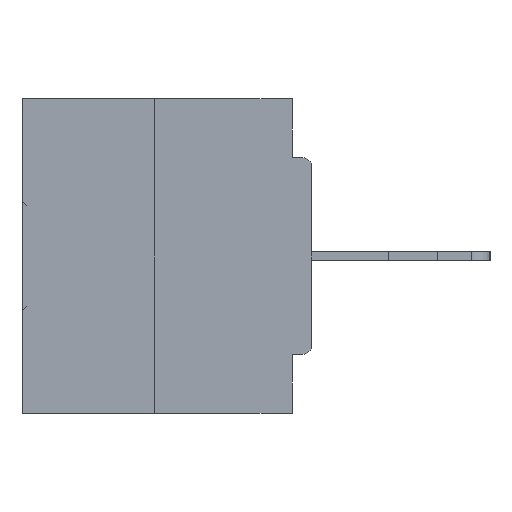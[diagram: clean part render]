
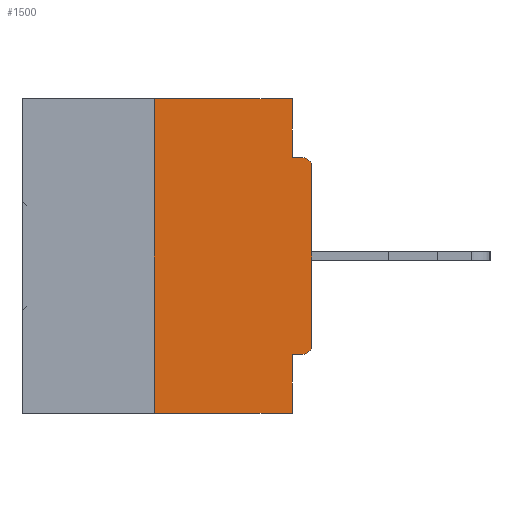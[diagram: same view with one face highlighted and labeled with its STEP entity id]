
A CAD part, left-side view. The second image highlights one B-rep face of the part: STEP entity #1500.
In plain terms, the highlighted planar face has unit normal (-1, 0, 0).
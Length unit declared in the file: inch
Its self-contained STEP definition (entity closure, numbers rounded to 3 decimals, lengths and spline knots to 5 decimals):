
#78 = ORIENTED_EDGE ( 'NONE', *, *, #31450, .T. ) ;
#1491 = CARTESIAN_POINT ( 'NONE',  ( 0., 0.031, 0. ) ) ;
#1500 = ADVANCED_FACE ( 'NONE', ( #15864 ), #34135, .F. ) ;
#1586 = ORIENTED_EDGE ( 'NONE', *, *, #29383, .F. ) ;
#2359 = CARTESIAN_POINT ( 'NONE',  ( 0., 0.015, -0.0935 ) ) ;
#2520 = ORIENTED_EDGE ( 'NONE', *, *, #3630, .F. ) ;
#2739 = EDGE_CURVE ( 'NONE', #31501, #27818, #36449, .T. ) ;
#3500 = ORIENTED_EDGE ( 'NONE', *, *, #2739, .F. ) ;
#3630 = EDGE_CURVE ( 'NONE', #16209, #33331, #29424, .T. ) ;
#4920 = LINE ( 'NONE', #31661, #12191 ) ;
#5492 = VERTEX_POINT ( 'NONE', #1491 ) ;
#5868 = CARTESIAN_POINT ( 'NONE',  ( 0., 0.25, 0. ) ) ;
#7000 = LINE ( 'NONE', #11844, #29906 ) ;
#7025 = VERTEX_POINT ( 'NONE', #27832 ) ;
#8416 = CARTESIAN_POINT ( 'NONE',  ( 0., 0., 0. ) ) ;
#8636 = EDGE_CURVE ( 'NONE', #20883, #15651, #7000, .T. ) ;
#8977 = VECTOR ( 'NONE', #22370, 39.37008 ) ;
#9335 = LINE ( 'NONE', #8416, #16523 ) ;
#10731 = CARTESIAN_POINT ( 'NONE',  ( 0., 0., -0.4065 ) ) ;
#10971 = CARTESIAN_POINT ( 'NONE',  ( 0., 0.015, -0.3915 ) ) ;
#11398 = CARTESIAN_POINT ( 'NONE',  ( 0., 0.25, 0. ) ) ;
#11844 = CARTESIAN_POINT ( 'NONE',  ( 0., 0., -0.0935 ) ) ;
#11975 = DIRECTION ( 'NONE',  ( 0., -1., 0. ) ) ;
#12131 = EDGE_CURVE ( 'NONE', #7025, #15651, #16348, .T. ) ;
#12191 = VECTOR ( 'NONE', #28662, 39.37008 ) ;
#12402 = VECTOR ( 'NONE', #31934, 39.37008 ) ;
#12513 = LINE ( 'NONE', #10731, #27739 ) ;
#13131 = CARTESIAN_POINT ( 'NONE',  ( 0., 0.46, 0. ) ) ;
#13188 = CARTESIAN_POINT ( 'NONE',  ( 0., 0.46, -0.5 ) ) ;
#13216 = ORIENTED_EDGE ( 'NONE', *, *, #12131, .T. ) ;
#13288 = EDGE_CURVE ( 'NONE', #16209, #27818, #25178, .T. ) ;
#14030 = DIRECTION ( 'NONE',  ( 0., 0., -1. ) ) ;
#15044 = CARTESIAN_POINT ( 'NONE',  ( 0., 0.25, -0.5 ) ) ;
#15122 = ORIENTED_EDGE ( 'NONE', *, *, #8636, .F. ) ;
#15651 = VERTEX_POINT ( 'NONE', #2359 ) ;
#15864 = FACE_OUTER_BOUND ( 'NONE', #17614, .T. ) ;
#16209 = VERTEX_POINT ( 'NONE', #15044 ) ;
#16348 = CIRCLE ( 'NONE', #38992, 0.015 ) ;
#16523 = VECTOR ( 'NONE', #35659, 39.37008 ) ;
#16748 = CARTESIAN_POINT ( 'NONE',  ( 0., 0.015, -0.1085 ) ) ;
#17004 = ORIENTED_EDGE ( 'NONE', *, *, #33082, .F. ) ;
#17614 = EDGE_LOOP ( 'NONE', ( #17004, #2520, #18913, #3500, #28856, #31669, #78, #13216, #15122, #1586 ) ) ;
#17726 = EDGE_CURVE ( 'NONE', #29942, #33028, #19151, .T. ) ;
#18253 = VECTOR ( 'NONE', #37202, 39.37008 ) ;
#18913 = ORIENTED_EDGE ( 'NONE', *, *, #13288, .T. ) ;
#19151 = CIRCLE ( 'NONE', #28237, 0.015 ) ;
#19811 = DIRECTION ( 'NONE',  ( 0., 0., -1. ) ) ;
#20883 = VERTEX_POINT ( 'NONE', #35125 ) ;
#21060 = CARTESIAN_POINT ( 'NONE',  ( 0., 0.031, -0.5 ) ) ;
#22370 = DIRECTION ( 'NONE',  ( 0., -1., 0. ) ) ;
#25085 = CARTESIAN_POINT ( 'NONE',  ( 0., 0., -0.3915 ) ) ;
#25178 = LINE ( 'NONE', #13188, #8977 ) ;
#25721 = CARTESIAN_POINT ( 'NONE',  ( 0., 0.015, -0.4065 ) ) ;
#26306 = LINE ( 'NONE', #13131, #18253 ) ;
#27083 = CARTESIAN_POINT ( 'NONE',  ( 0., 0.46, 0. ) ) ;
#27554 = VECTOR ( 'NONE', #39340, 39.37008 ) ;
#27739 = VECTOR ( 'NONE', #35026, 39.37008 ) ;
#27818 = VERTEX_POINT ( 'NONE', #35608 ) ;
#27832 = CARTESIAN_POINT ( 'NONE',  ( 0., 0., -0.1085 ) ) ;
#28237 = AXIS2_PLACEMENT_3D ( 'NONE', #10971, #32137, #14030 ) ;
#28662 = DIRECTION ( 'NONE',  ( 0., 0., -1. ) ) ;
#28856 = ORIENTED_EDGE ( 'NONE', *, *, #33231, .F. ) ;
#29383 = EDGE_CURVE ( 'NONE', #5492, #20883, #4920, .T. ) ;
#29424 = LINE ( 'NONE', #5868, #27554 ) ;
#29906 = VECTOR ( 'NONE', #11975, 39.37008 ) ;
#29942 = VERTEX_POINT ( 'NONE', #25721 ) ;
#31450 = EDGE_CURVE ( 'NONE', #33028, #7025, #9335, .T. ) ;
#31501 = VERTEX_POINT ( 'NONE', #35789 ) ;
#31661 = CARTESIAN_POINT ( 'NONE',  ( 0., 0.031, 0. ) ) ;
#31669 = ORIENTED_EDGE ( 'NONE', *, *, #17726, .T. ) ;
#31934 = DIRECTION ( 'NONE',  ( 0., 0., -1. ) ) ;
#32137 = DIRECTION ( 'NONE',  ( -1., 0., 0. ) ) ;
#32755 = DIRECTION ( 'NONE',  ( 0., 0., -1. ) ) ;
#33028 = VERTEX_POINT ( 'NONE', #25085 ) ;
#33082 = EDGE_CURVE ( 'NONE', #33331, #5492, #26306, .T. ) ;
#33231 = EDGE_CURVE ( 'NONE', #29942, #31501, #12513, .T. ) ;
#33331 = VERTEX_POINT ( 'NONE', #11398 ) ;
#34135 = PLANE ( 'NONE',  #36612 ) ;
#34564 = DIRECTION ( 'NONE',  ( 1., 0., 0. ) ) ;
#35026 = DIRECTION ( 'NONE',  ( 0., 1., 0. ) ) ;
#35125 = CARTESIAN_POINT ( 'NONE',  ( 0., 0.031, -0.0935 ) ) ;
#35608 = CARTESIAN_POINT ( 'NONE',  ( 0., 0.031, -0.5 ) ) ;
#35659 = DIRECTION ( 'NONE',  ( 0., 0., 1. ) ) ;
#35789 = CARTESIAN_POINT ( 'NONE',  ( 0., 0.031, -0.4065 ) ) ;
#36449 = LINE ( 'NONE', #21060, #12402 ) ;
#36612 = AXIS2_PLACEMENT_3D ( 'NONE', #27083, #34564, #32755 ) ;
#37202 = DIRECTION ( 'NONE',  ( 0., -1., 0. ) ) ;
#37722 = DIRECTION ( 'NONE',  ( -1., 0., 0. ) ) ;
#38992 = AXIS2_PLACEMENT_3D ( 'NONE', #16748, #37722, #19811 ) ;
#39340 = DIRECTION ( 'NONE',  ( 0., 0., 1. ) ) ;
